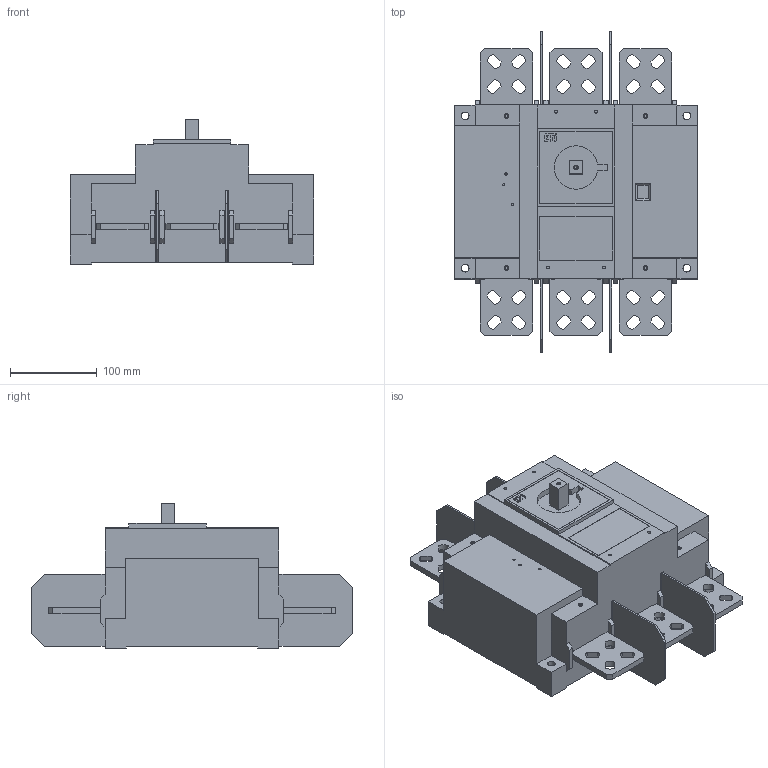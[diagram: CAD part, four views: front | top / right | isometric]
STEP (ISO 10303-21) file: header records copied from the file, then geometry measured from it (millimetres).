
FILE_DESCRIPTION((''),'2;1');
FILE_NAME('LBS_1250_3P','2017-10-25T',('luka.skrinjar'),('Audax d.o.o.'),'CREO PARAMETRIC BY PTC INC, 2016050','CREO PARAMETRIC BY PTC INC, 2016050','');
FILE_SCHEMA(('AUTOMOTIVE_DESIGN { 1 0 10303 214 1 1 1 1 }'));
Length unit declared in the file: millimetre
Products named in the file (1): LBS_1250_3P
Bounding box: 280 x 370 x 166 mm (x, y, z)
Volume: 6472591.1 mm3; surface area: 392435.3 mm2
Topology: 1 solids, 4 shells, 671 faces, 1804 edges, 1203 vertices
Faces by surface type: plane 482, cylinder 140, extrusion 29, cone 20
Entity records: 28272 total; most frequent: CARTESIAN_POINT 4197, ORIENTED_EDGE 3604, DIRECTION 3405, PRESENTATION_STYLE_ASSIGNMENT 1985, STYLED_ITEM 1803, CURVE_STYLE 1802, EDGE_CURVE 1802, VECTOR 1425
